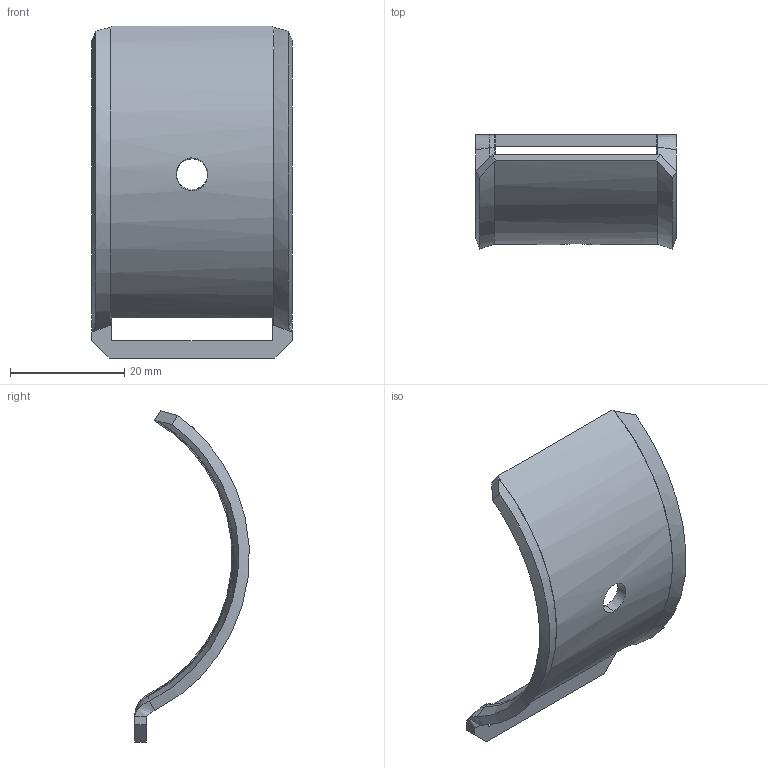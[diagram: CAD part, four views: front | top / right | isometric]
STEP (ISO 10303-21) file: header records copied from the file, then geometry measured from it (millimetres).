
FILE_DESCRIPTION((''),'2;1');
FILE_NAME('1199919','2015-11-24T',('AndreasKeweloh'),(''),'CREO PARAMETRIC BY PTC INC, 2015290','CREO PARAMETRIC BY PTC INC, 2015290','');
FILE_SCHEMA(('CONFIG_CONTROL_DESIGN'));
Length unit declared in the file: millimetre
Products named in the file (1): 1199919
Bounding box: 35 x 20 x 58 mm (x, y, z)
Volume: 4340.7 mm3; surface area: 4942.2 mm2
Topology: 1 solids, 1 shells, 41 faces, 120 edges, 79 vertices
Faces by surface type: plane 22, bspline 14, cylinder 5
Entity records: 2364 total; most frequent: CARTESIAN_POINT 1326, ORIENTED_EDGE 240, DIRECTION 158, EDGE_CURVE 120, VERTEX_POINT 79, VECTOR 56, LINE 56, AXIS2_PLACEMENT_3D 51
